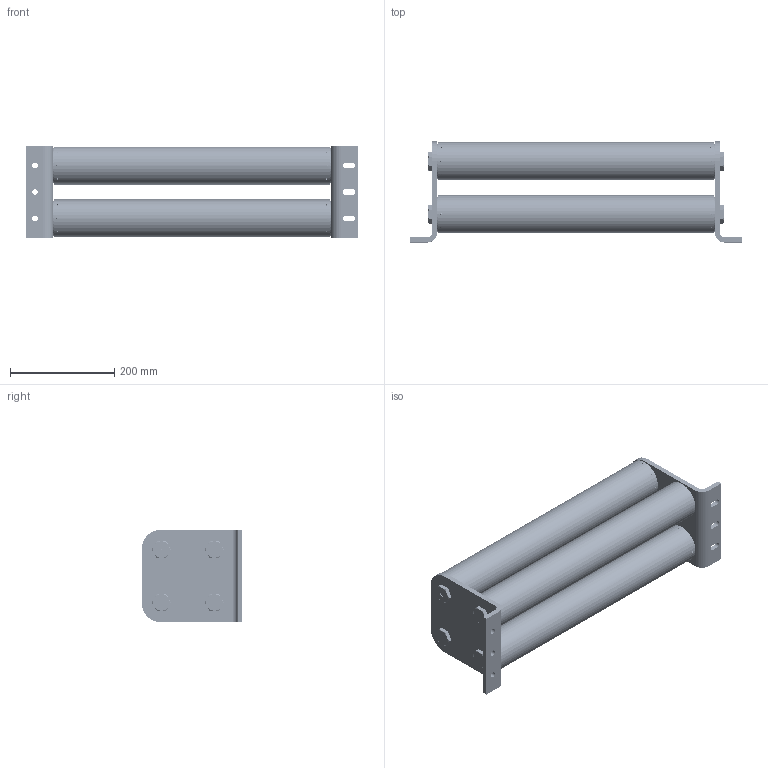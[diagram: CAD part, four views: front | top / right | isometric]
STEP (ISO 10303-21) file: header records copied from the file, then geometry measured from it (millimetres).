
FILE_DESCRIPTION (( 'STEP AP214' ), '1' );
FILE_NAME ('700676.STEP', '2023-11-14T14:04:48', ( '' ), ( '' ), 'SwSTEP 2.0', 'SolidWorks 2021', '' );
FILE_SCHEMA (( 'AUTOMOTIVE_DESIGN' ));
Length unit declared in the file: inch
Products named in the file (1): 700676
Bounding box: 637.49 x 193.8 x 177.8 mm (x, y, z)
Volume: 2732951.2 mm3; surface area: 1302082.3 mm2
Topology: 105 solids, 105 shells, 7998 faces, 23105 edges, 15301 vertices
Faces by surface type: cylinder 3473, plane 1929, sphere 1286, bspline 768, cone 540, torus 2
Entity records: 464477 total; most frequent: CARTESIAN_POINT 168633, ORIENTED_EDGE 46050, DIRECTION 32297, EDGE_CURVE 23025, VERTEX_POINT 15473, AXIS2_PLACEMENT_3D 13009, B_SPLINE_CURVE_WITH_KNOTS 9432, EDGE_LOOP 8516
